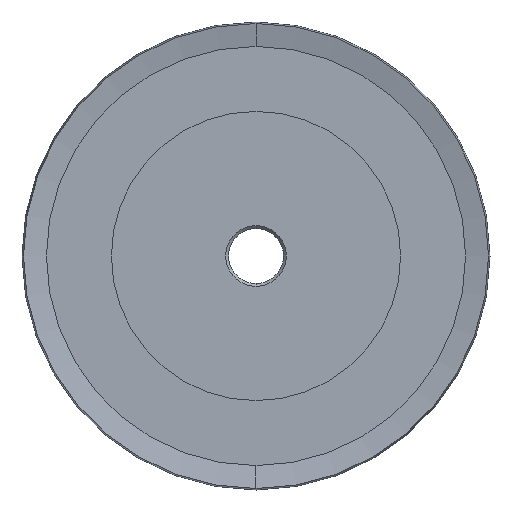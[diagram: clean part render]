
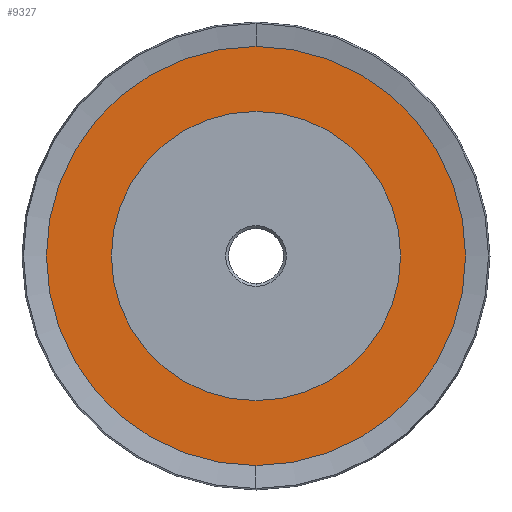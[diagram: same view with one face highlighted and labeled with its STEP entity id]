
A CAD part, left-side view. The second image highlights one B-rep face of the part: STEP entity #9327.
In plain terms, the highlighted planar face has unit normal (-1, 0, 0).
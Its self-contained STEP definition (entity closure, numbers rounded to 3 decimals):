
#377 = ORIENTED_EDGE ( 'NONE', *, *, #5277, .F. ) ;
#802 = CARTESIAN_POINT ( 'NONE',  ( 0.825, 0., -16.675 ) ) ;
#1056 = ORIENTED_EDGE ( 'NONE', *, *, #7639, .T. ) ;
#1091 = AXIS2_PLACEMENT_3D ( 'NONE', #9450, #3886, #10391 ) ;
#1124 = PLANE ( 'NONE',  #11360 ) ;
#1503 = FACE_OUTER_BOUND ( 'NONE', #2607, .T. ) ;
#1549 = CIRCLE ( 'NONE', #3429, 16.675 ) ;
#2037 = DIRECTION ( 'NONE',  ( 0., 0., 1. ) ) ;
#2356 = CARTESIAN_POINT ( 'NONE',  ( 0.825, 0., 0. ) ) ;
#2607 = EDGE_LOOP ( 'NONE', ( #1056, #3032 ) ) ;
#3032 = ORIENTED_EDGE ( 'NONE', *, *, #6467, .T. ) ;
#3280 = DIRECTION ( 'NONE',  ( 0., 0., 1. ) ) ;
#3429 = AXIS2_PLACEMENT_3D ( 'NONE', #9458, #3893, #10396 ) ;
#3886 = DIRECTION ( 'NONE',  ( -1., 0., 0. ) ) ;
#3893 = DIRECTION ( 'NONE',  ( -1., 0., 0. ) ) ;
#4007 = CARTESIAN_POINT ( 'NONE',  ( 0.825, 0., 0. ) ) ;
#4165 = CIRCLE ( 'NONE', #5097, 24.17 ) ;
#4387 = EDGE_CURVE ( 'NONE', #11651, #8116, #1549, .T. ) ;
#4954 = DIRECTION ( 'NONE',  ( 0., 0., 1. ) ) ;
#4989 = CARTESIAN_POINT ( 'NONE',  ( 0.825, 0., 24.17 ) ) ;
#5097 = AXIS2_PLACEMENT_3D ( 'NONE', #4007, #10525, #4954 ) ;
#5277 = EDGE_CURVE ( 'NONE', #8116, #11651, #6026, .T. ) ;
#6026 = CIRCLE ( 'NONE', #7272, 16.675 ) ;
#6467 = EDGE_CURVE ( 'NONE', #11581, #6512, #4165, .T. ) ;
#6512 = VERTEX_POINT ( 'NONE', #4989 ) ;
#7272 = AXIS2_PLACEMENT_3D ( 'NONE', #2356, #8845, #3280 ) ;
#7333 = CIRCLE ( 'NONE', #1091, 24.17 ) ;
#7373 = EDGE_LOOP ( 'NONE', ( #9597, #377 ) ) ;
#7592 = DIRECTION ( 'NONE',  ( -1., 0., 0. ) ) ;
#7639 = EDGE_CURVE ( 'NONE', #6512, #11581, #7333, .T. ) ;
#8116 = VERTEX_POINT ( 'NONE', #11980 ) ;
#8600 = FACE_BOUND ( 'NONE', #7373, .T. ) ;
#8845 = DIRECTION ( 'NONE',  ( -1., 0., 0. ) ) ;
#9096 = CARTESIAN_POINT ( 'NONE',  ( 0.825, 0., -24.17 ) ) ;
#9327 = ADVANCED_FACE ( 'NONE', ( #8600, #1503 ), #1124, .T. ) ;
#9422 = CARTESIAN_POINT ( 'NONE',  ( 0.825, 0., 0. ) ) ;
#9450 = CARTESIAN_POINT ( 'NONE',  ( 0.825, 0., 0. ) ) ;
#9458 = CARTESIAN_POINT ( 'NONE',  ( 0.825, 0., 0. ) ) ;
#9597 = ORIENTED_EDGE ( 'NONE', *, *, #4387, .F. ) ;
#10391 = DIRECTION ( 'NONE',  ( 0., 0., 1. ) ) ;
#10396 = DIRECTION ( 'NONE',  ( 0., 0., 1. ) ) ;
#10525 = DIRECTION ( 'NONE',  ( -1., 0., 0. ) ) ;
#11360 = AXIS2_PLACEMENT_3D ( 'NONE', #9422, #7592, #2037 ) ;
#11581 = VERTEX_POINT ( 'NONE', #9096 ) ;
#11651 = VERTEX_POINT ( 'NONE', #802 ) ;
#11980 = CARTESIAN_POINT ( 'NONE',  ( 0.825, 0., 16.675 ) ) ;
